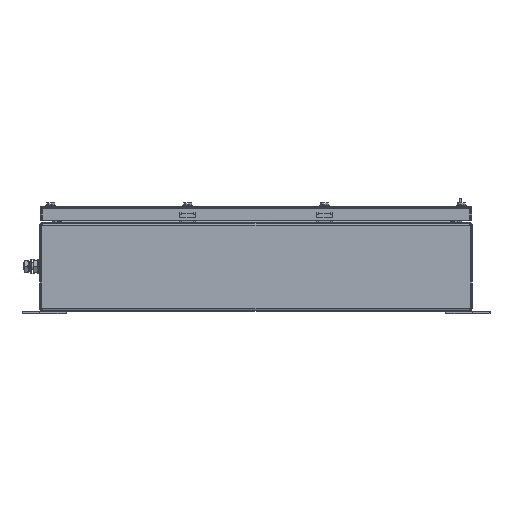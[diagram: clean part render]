
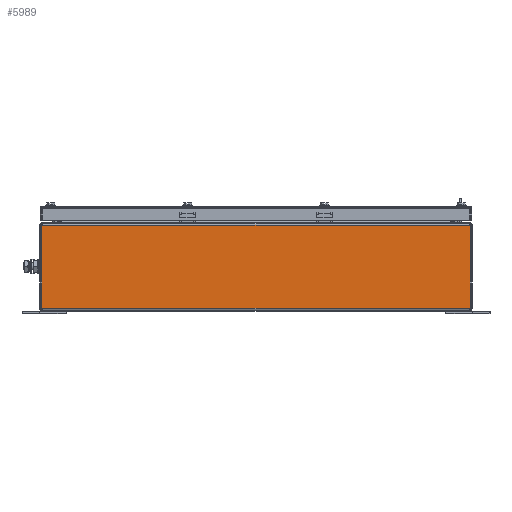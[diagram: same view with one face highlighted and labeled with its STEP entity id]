
A CAD part, front view. The second image highlights one B-rep face of the part: STEP entity #5989.
In plain terms, the highlighted planar face has unit normal (0, -1, 0).
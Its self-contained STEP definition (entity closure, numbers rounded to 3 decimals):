
#5962=AXIS2_PLACEMENT_3D('Plane Axis2P3D',#5959,#5960,#5961) ;
#3803=CARTESIAN_POINT('Vertex',(642.5,0.,126.5)) ;
#3813=CARTESIAN_POINT('Vertex',(28.5,0.,126.5)) ;
#3816=CARTESIAN_POINT('Line Origine',(335.5,0.,126.5)) ;
#5959=CARTESIAN_POINT('Axis2P3D Location',(645.5,0.,130.5)) ;
#5964=CARTESIAN_POINT('Line Origine',(28.5,0.,67.)) ;
#5968=CARTESIAN_POINT('Vertex',(28.5,0.,7.5)) ;
#5971=CARTESIAN_POINT('Line Origine',(335.5,0.,7.5)) ;
#5975=CARTESIAN_POINT('Vertex',(642.5,0.,7.5)) ;
#5978=CARTESIAN_POINT('Line Origine',(642.5,0.,67.)) ;
#3817=DIRECTION('Vector Direction',(1.,0.,0.)) ;
#5960=DIRECTION('Axis2P3D Direction',(0.,1.,0.)) ;
#5961=DIRECTION('Axis2P3D XDirection',(-1.,0.,0.)) ;
#5965=DIRECTION('Vector Direction',(0.,0.,-1.)) ;
#5972=DIRECTION('Vector Direction',(1.,0.,0.)) ;
#5979=DIRECTION('Vector Direction',(0.,0.,1.)) ;
#3818=VECTOR('Line Direction',#3817,1.) ;
#5966=VECTOR('Line Direction',#5965,1.) ;
#5973=VECTOR('Line Direction',#5972,1.) ;
#5980=VECTOR('Line Direction',#5979,1.) ;
#5984=ORIENTED_EDGE('',*,*,#5970,.T.) ;
#5985=ORIENTED_EDGE('',*,*,#5977,.T.) ;
#5986=ORIENTED_EDGE('',*,*,#5982,.T.) ;
#5987=ORIENTED_EDGE('',*,*,#3820,.T.) ;
#5989=ADVANCED_FACE('Body',(#5988),#5963,.F.) ;
#3820=EDGE_CURVE('',#3804,#3814,#3819,.F.) ;
#5970=EDGE_CURVE('',#3814,#5969,#5967,.T.) ;
#5977=EDGE_CURVE('',#5969,#5976,#5974,.T.) ;
#5982=EDGE_CURVE('',#5976,#3804,#5981,.T.) ;
#5983=EDGE_LOOP('',(#5984,#5985,#5986,#5987)) ;
#5988=FACE_OUTER_BOUND('',#5983,.T.) ;
#3819=LINE('Line',#3816,#3818) ;
#5967=LINE('Line',#5964,#5966) ;
#5974=LINE('Line',#5971,#5973) ;
#5981=LINE('Line',#5978,#5980) ;
#5963=PLANE('',#5962) ;
#3804=VERTEX_POINT('',#3803) ;
#3814=VERTEX_POINT('',#3813) ;
#5969=VERTEX_POINT('',#5968) ;
#5976=VERTEX_POINT('',#5975) ;
